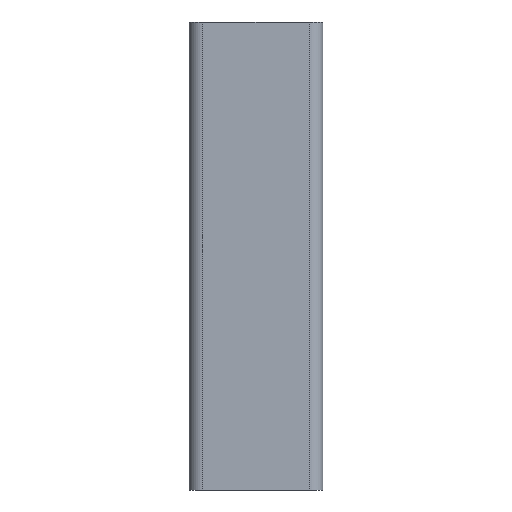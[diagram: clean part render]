
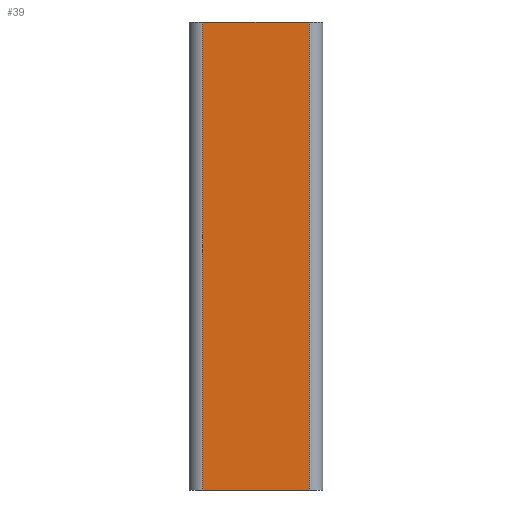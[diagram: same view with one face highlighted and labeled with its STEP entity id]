
A CAD part, left-side view. The second image highlights one B-rep face of the part: STEP entity #39.
In plain terms, the highlighted planar face has unit normal (-1, 0, 0).
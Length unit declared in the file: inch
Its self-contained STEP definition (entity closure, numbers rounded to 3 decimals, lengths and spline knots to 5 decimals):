
#22 = FACE_OUTER_BOUND ( 'NONE', #755, .T. ) ;
#39 = ADVANCED_FACE ( 'NONE', ( #22 ), #939, .F. ) ;
#118 = ORIENTED_EDGE ( 'NONE', *, *, #1357, .T. ) ;
#123 = CARTESIAN_POINT ( 'NONE',  ( -0.1, -0.1, 3.5 ) ) ;
#189 = ORIENTED_EDGE ( 'NONE', *, *, #1074, .F. ) ;
#260 = LINE ( 'NONE', #123, #1021 ) ;
#284 = CARTESIAN_POINT ( 'NONE',  ( -0.1, -0.1, 3.5 ) ) ;
#346 = DIRECTION ( 'NONE',  ( 0., -1., 0. ) ) ;
#381 = CARTESIAN_POINT ( 'NONE',  ( -0.1, -0.9, 3.5 ) ) ;
#432 = DIRECTION ( 'NONE',  ( 0., -1., 0. ) ) ;
#457 = VERTEX_POINT ( 'NONE', #1170 ) ;
#511 = CARTESIAN_POINT ( 'NONE',  ( -0.1, -0.1, 0. ) ) ;
#551 = CARTESIAN_POINT ( 'NONE',  ( -0.1, -0.1, 0. ) ) ;
#589 = VERTEX_POINT ( 'NONE', #284 ) ;
#755 = EDGE_LOOP ( 'NONE', ( #118, #189, #1224, #1180 ) ) ;
#844 = DIRECTION ( 'NONE',  ( 0., 0., -1. ) ) ;
#870 = VECTOR ( 'NONE', #844, 39.37008 ) ;
#901 = VECTOR ( 'NONE', #432, 39.37008 ) ;
#915 = DIRECTION ( 'NONE',  ( 0., 1., 0. ) ) ;
#916 = LINE ( 'NONE', #1371, #1255 ) ;
#939 = PLANE ( 'NONE',  #1270 ) ;
#993 = VERTEX_POINT ( 'NONE', #511 ) ;
#1021 = VECTOR ( 'NONE', #1058, 39.37008 ) ;
#1058 = DIRECTION ( 'NONE',  ( 0., 0., -1. ) ) ;
#1074 = EDGE_CURVE ( 'NONE', #457, #1335, #1417, .T. ) ;
#1170 = CARTESIAN_POINT ( 'NONE',  ( -0.1, -0.9, 3.5 ) ) ;
#1180 = ORIENTED_EDGE ( 'NONE', *, *, #1463, .T. ) ;
#1221 = LINE ( 'NONE', #551, #901 ) ;
#1224 = ORIENTED_EDGE ( 'NONE', *, *, #1311, .F. ) ;
#1255 = VECTOR ( 'NONE', #346, 39.37008 ) ;
#1270 = AXIS2_PLACEMENT_3D ( 'NONE', #1489, #1398, #915 ) ;
#1311 = EDGE_CURVE ( 'NONE', #589, #457, #916, .T. ) ;
#1335 = VERTEX_POINT ( 'NONE', #1375 ) ;
#1357 = EDGE_CURVE ( 'NONE', #993, #1335, #1221, .T. ) ;
#1371 = CARTESIAN_POINT ( 'NONE',  ( -0.1, -0.1, 3.5 ) ) ;
#1375 = CARTESIAN_POINT ( 'NONE',  ( -0.1, -0.9, 0. ) ) ;
#1398 = DIRECTION ( 'NONE',  ( 1., 0., 0. ) ) ;
#1417 = LINE ( 'NONE', #381, #870 ) ;
#1463 = EDGE_CURVE ( 'NONE', #589, #993, #260, .T. ) ;
#1489 = CARTESIAN_POINT ( 'NONE',  ( -0.1, -0.1, 3.5 ) ) ;
